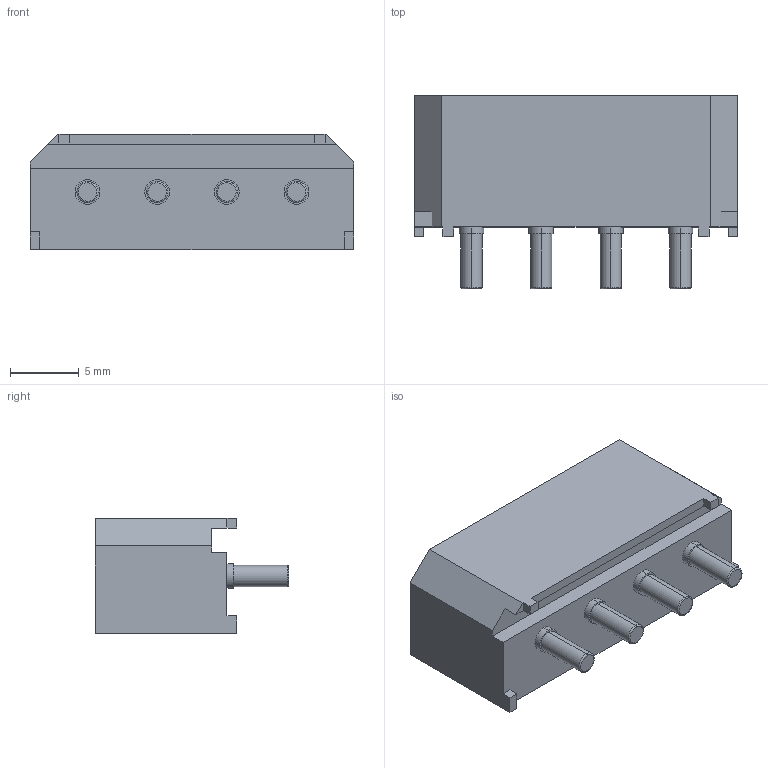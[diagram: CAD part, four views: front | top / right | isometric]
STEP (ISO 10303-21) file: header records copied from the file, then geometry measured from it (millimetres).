
FILE_DESCRIPTION((''),'2;1');
FILE_NAME('FWF50801-S04_1','2025-10-16T',('工程三'),(''),'PRO/ENGINEER BY PARAMETRIC TECHNOLOGY CORPORATION, 2010280','PRO/ENGINEER BY PARAMETRIC TECHNOLOGY CORPORATION, 2010280','');
FILE_SCHEMA(('CONFIG_CONTROL_DESIGN'));
Length unit declared in the file: millimetre
Products named in the file (1): FWF50801-S04_1
Bounding box: 23.6 x 14.1 x 8.4 mm (x, y, z)
Volume: 820.2 mm3; surface area: 1765.2 mm2
Topology: 1 solids, 1 shells, 117 faces, 274 edges, 180 vertices
Faces by surface type: plane 61, cylinder 40, bspline 8, torus 8
Entity records: 3606 total; most frequent: CARTESIAN_POINT 787, DIRECTION 612, ORIENTED_EDGE 548, EDGE_CURVE 274, AXIS2_PLACEMENT_3D 229, VERTEX_POINT 180, VECTOR 154, LINE 154
